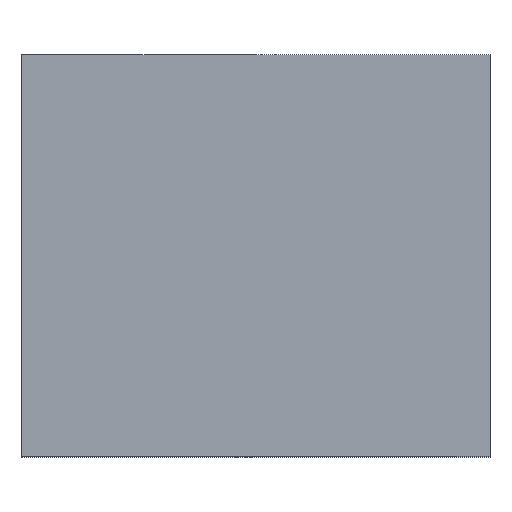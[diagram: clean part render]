
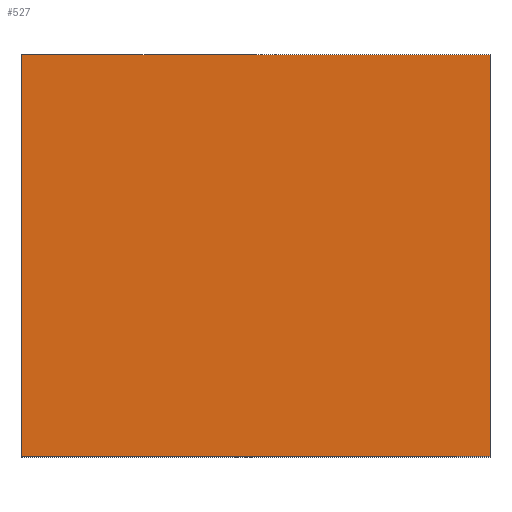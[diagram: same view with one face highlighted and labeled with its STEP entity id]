
A CAD part, top view. The second image highlights one B-rep face of the part: STEP entity #527.
In plain terms, the highlighted free-form (B-spline) face has degree [1, 1] with [2, 2] control points.
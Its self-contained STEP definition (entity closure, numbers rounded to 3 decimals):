
#476 = VERTEX_POINT('',#477);
#477 = CARTESIAN_POINT('',(0.,0.,18.));
#482 = EDGE_CURVE('',#476,#483,#485,.T.);
#483 = VERTEX_POINT('',#484);
#484 = CARTESIAN_POINT('',(0.,13.2,18.));
#485 = B_SPLINE_CURVE_WITH_KNOTS('',1,(#486,#487),.UNSPECIFIED.,.F.,.F.,
  (2,2),(0.,12.),.PIECEWISE_BEZIER_KNOTS.);
#486 = CARTESIAN_POINT('',(0.,0.,18.));
#487 = CARTESIAN_POINT('',(0.,13.2,18.));
#504 = VERTEX_POINT('',#505);
#505 = CARTESIAN_POINT('',(15.4,0.,18.));
#512 = VERTEX_POINT('',#513);
#513 = CARTESIAN_POINT('',(15.4,13.2,18.));
#518 = EDGE_CURVE('',#504,#512,#519,.T.);
#519 = B_SPLINE_CURVE_WITH_KNOTS('',1,(#520,#521),.UNSPECIFIED.,.F.,.F.,
  (2,2),(0.,12.),.PIECEWISE_BEZIER_KNOTS.);
#520 = CARTESIAN_POINT('',(15.4,0.,18.));
#521 = CARTESIAN_POINT('',(15.4,13.2,18.));
#527 = ADVANCED_FACE('',(#528),#542,.T.);
#528 = FACE_BOUND('',#529,.T.);
#529 = EDGE_LOOP('',(#530,#535,#536,#541));
#530 = ORIENTED_EDGE('',*,*,#531,.F.);
#531 = EDGE_CURVE('',#504,#476,#532,.T.);
#532 = B_SPLINE_CURVE_WITH_KNOTS('',1,(#533,#534),.UNSPECIFIED.,.F.,.F.,
  (2,2),(0.,14.),.PIECEWISE_BEZIER_KNOTS.);
#533 = CARTESIAN_POINT('',(15.4,0.,18.));
#534 = CARTESIAN_POINT('',(0.,0.,18.));
#535 = ORIENTED_EDGE('',*,*,#518,.T.);
#536 = ORIENTED_EDGE('',*,*,#537,.F.);
#537 = EDGE_CURVE('',#483,#512,#538,.T.);
#538 = B_SPLINE_CURVE_WITH_KNOTS('',1,(#539,#540),.UNSPECIFIED.,.F.,.F.,
  (2,2),(-14.,0.),.PIECEWISE_BEZIER_KNOTS.);
#539 = CARTESIAN_POINT('',(0.,13.2,18.));
#540 = CARTESIAN_POINT('',(15.4,13.2,18.));
#541 = ORIENTED_EDGE('',*,*,#482,.F.);
#542 = B_SPLINE_SURFACE_WITH_KNOTS('',1,1,(
    (#543,#544)
    ,(#545,#546
    )),.UNSPECIFIED.,.F.,.F.,.F.,(2,2),(2,2),(0.,14.),(0.,12.),
  .PIECEWISE_BEZIER_KNOTS.);
#543 = CARTESIAN_POINT('',(0.,0.,18.));
#544 = CARTESIAN_POINT('',(0.,13.2,18.));
#545 = CARTESIAN_POINT('',(15.4,0.,18.));
#546 = CARTESIAN_POINT('',(15.4,13.2,18.));
